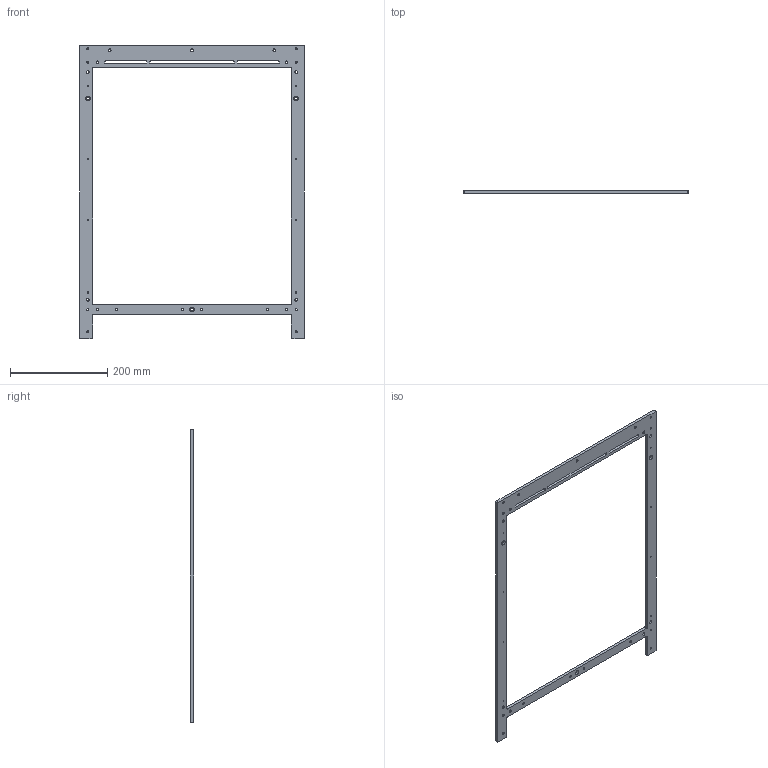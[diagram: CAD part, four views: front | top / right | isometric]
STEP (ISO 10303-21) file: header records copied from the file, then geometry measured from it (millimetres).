
FILE_DESCRIPTION(/* description */ ('STEP AP242 Edition 2','CAx-IF Rec.Pracs.---Representation and Presentation of Product Manufacturing Information (PMI)---4.0---2014-10-13','CAx-IF Rec.Pracs.---3D Tessellated Geometry---0.4---2014-09-14','2;1','CAx-IF Rec.Pracs.---User Defined Attributes---1.5---2016-08-15'),/* implementation_level */ '2;1');
FILE_NAME(/* name */ '692425084920180c871070f9',/* time_stamp */ '2025-11-24T09:27:37Z',/* author */ (''),/* organization */ (''),/* preprocessor_version */ 'ST-DEVELOPER v20',/* originating_system */ 'ONSHAPE BY PTC INC, 1.207',/* authorisation */ ' ');
FILE_SCHEMA (('AP242_MANAGED_MODEL_BASED_3D_ENGINEERING_MIM_LF { 1 0 10303 442 3 1 4 }'));
Length unit declared in the file: metre
Products named in the file (1): New Top Frame
Bounding box: 461.7 x 6.35 x 604 mm (x, y, z)
Volume: 354681.4 mm3; surface area: 145208.1 mm2
Topology: 1 solids, 1 shells, 90 faces, 289 edges, 204 vertices
Faces by surface type: cylinder 61, plane 29
Full cylindrical faces by diameter (mm): 2.5 x8, 4.2 x12, 5.5 x14, 9.75 x3
Entity records: 2970 total; most frequent: DIRECTION 522, CARTESIAN_POINT 479, ORIENTED_EDGE 436, EDGE_CURVE 218, AXIS2_PLACEMENT_3D 213, EDGE_LOOP 206, FACE_BOUND 206, VERTEX_POINT 170
